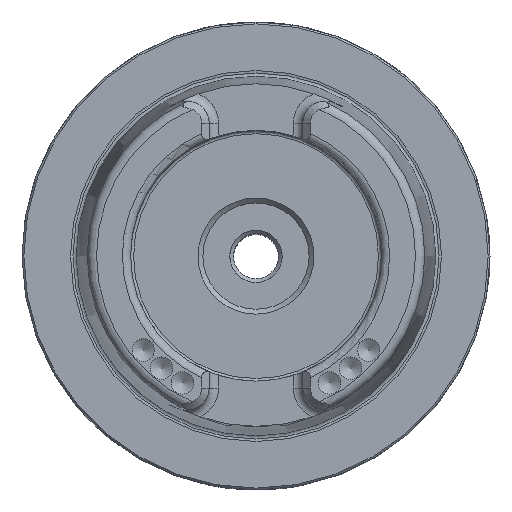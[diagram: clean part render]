
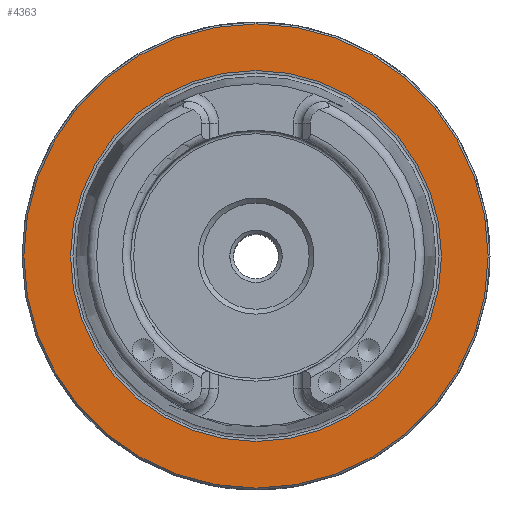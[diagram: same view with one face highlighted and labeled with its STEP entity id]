
A CAD part, top view. The second image highlights one B-rep face of the part: STEP entity #4363.
In plain terms, the highlighted planar face has unit normal (0, 0, 1).
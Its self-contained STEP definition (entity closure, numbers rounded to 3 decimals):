
#297=PLANE('',#4646);
#736=ORIENTED_EDGE('',*,*,#1319,.T.);
#737=ORIENTED_EDGE('',*,*,#1322,.F.);
#1319=EDGE_CURVE('',#1638,#1638,#1877,.T.);
#1322=EDGE_CURVE('',#1641,#1641,#1880,.T.);
#1638=VERTEX_POINT('',#6335);
#1641=VERTEX_POINT('',#6344);
#1877=CIRCLE('',#4641,62.);
#1880=CIRCLE('',#4647,49.536);
#2103=EDGE_LOOP('',(#736));
#2104=EDGE_LOOP('',(#737));
#2454=FACE_BOUND('',#2103,.T.);
#2455=FACE_BOUND('',#2104,.T.);
#4363=ADVANCED_FACE('',(#2454,#2455),#297,.T.);
#4641=AXIS2_PLACEMENT_3D('',#6334,#5236,#5237);
#4646=AXIS2_PLACEMENT_3D('',#6342,#5246,#5247);
#4647=AXIS2_PLACEMENT_3D('',#6343,#5248,#5249);
#5236=DIRECTION('',(0.,0.,1.));
#5237=DIRECTION('',(1.,0.,0.));
#5246=DIRECTION('',(0.,0.,1.));
#5247=DIRECTION('',(1.,0.,0.));
#5248=DIRECTION('',(0.,0.,1.));
#5249=DIRECTION('',(1.,0.,0.));
#6334=CARTESIAN_POINT('',(0.,0.,0.));
#6335=CARTESIAN_POINT('',(62.,0.,0.));
#6342=CARTESIAN_POINT('',(62.,0.,0.));
#6343=CARTESIAN_POINT('',(0.,0.,0.));
#6344=CARTESIAN_POINT('',(49.536,0.,0.));
